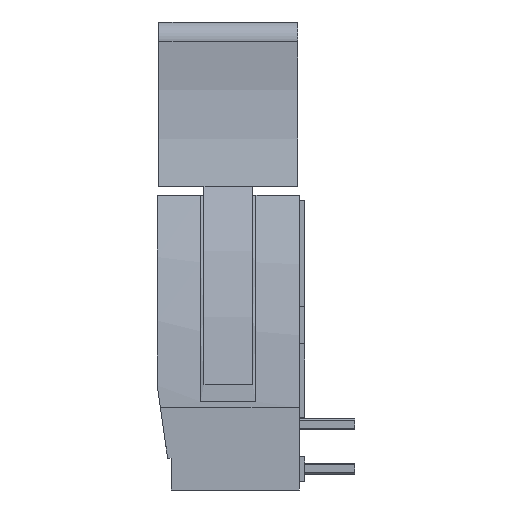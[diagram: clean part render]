
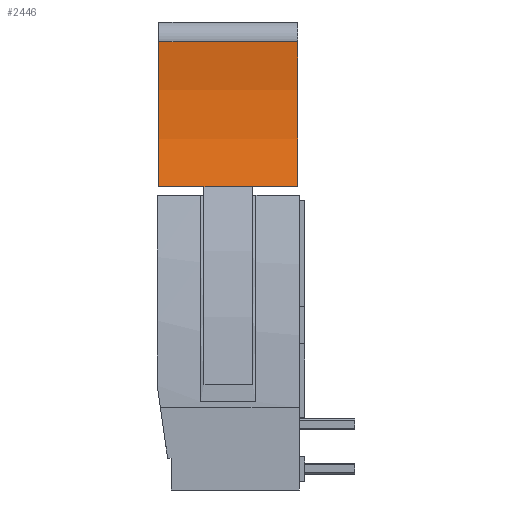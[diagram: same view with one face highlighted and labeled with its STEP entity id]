
A CAD part, left-side view. The second image highlights one B-rep face of the part: STEP entity #2446.
In plain terms, the highlighted cylindrical face has radius 20 mm (diameter 40 mm), a partial arc.
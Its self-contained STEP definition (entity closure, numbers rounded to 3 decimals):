
#47 = ORIENTED_EDGE ( 'NONE', *, *, #3187, .F. ) ;
#16977 = LINE ( 'NONE', #16978, #16979 ) ;
#16978 = CARTESIAN_POINT ( 'NONE',  ( -47.651, 8.4, 4. ) ) ;
#16979 = VECTOR ( 'NONE', #16980, 1000. ) ;
#16980 = DIRECTION ( 'NONE',  ( 0., -1., 0. ) ) ;
#750 = CIRCLE ( 'NONE', #751, 20. ) ;
#751 = AXIS2_PLACEMENT_3D ( 'NONE', #752, #791, #792 ) ;
#752 = CARTESIAN_POINT ( 'NONE',  ( -66.88, 8.4, 9.5 ) ) ;
#791 = DIRECTION ( 'NONE',  ( 0., 1., 0. ) ) ;
#792 = DIRECTION ( 'NONE',  ( 0., 0., 1. ) ) ;
#848 = VERTEX_POINT ( 'NONE', #38495 ) ;
#1191 = CARTESIAN_POINT ( 'NONE',  ( -47.651, 3., 4. ) ) ;
#1422 = ORIENTED_EDGE ( 'NONE', *, *, #2400, .F. ) ;
#1692 = EDGE_CURVE ( 'NONE', #2396, #40557, #750, .T. ) ;
#1747 = VERTEX_POINT ( 'NONE', #1191 ) ;
#2396 = VERTEX_POINT ( 'NONE', #5037 ) ;
#2400 = EDGE_CURVE ( 'NONE', #2396, #848, #5095, .T. ) ;
#2446 = ADVANCED_FACE ( 'NONE', ( #5276 ), #5335, .F. ) ;
#3187 = EDGE_CURVE ( 'NONE', #848, #3932, #9040, .T. ) ;
#3875 = ORIENTED_EDGE ( 'NONE', *, *, #1692, .T. ) ;
#3932 = VERTEX_POINT ( 'NONE', #12300 ) ;
#4095 = EDGE_CURVE ( 'NONE', #4862, #1747, #12915, .T. ) ;
#4862 = VERTEX_POINT ( 'NONE', #16137 ) ;
#5037 = CARTESIAN_POINT ( 'NONE',  ( -47.085, 8.4, 12.357 ) ) ;
#5095 = LINE ( 'NONE', #5096, #5097 ) ;
#5096 = CARTESIAN_POINT ( 'NONE',  ( -47.085, 8.4, 12.357 ) ) ;
#5097 = VECTOR ( 'NONE', #5098, 1000. ) ;
#5098 = DIRECTION ( 'NONE',  ( 0., -1., 0. ) ) ;
#5133 = EDGE_CURVE ( 'NONE', #40557, #4862, #16977, .T. ) ;
#5276 = FACE_OUTER_BOUND ( 'NONE', #7890, .T. ) ;
#5331 = ORIENTED_EDGE ( 'NONE', *, *, #5133, .T. ) ;
#5335 = CYLINDRICAL_SURFACE ( 'NONE', #5336, 20. ) ;
#5336 = AXIS2_PLACEMENT_3D ( 'NONE', #5337, #5338, #5339 ) ;
#5337 = CARTESIAN_POINT ( 'NONE',  ( -66.88, 8.4, 9.5 ) ) ;
#5338 = DIRECTION ( 'NONE',  ( 0., -1., 0. ) ) ;
#5339 = DIRECTION ( 'NONE',  ( 0., 0., -1. ) ) ;
#38495 = CARTESIAN_POINT ( 'NONE',  ( -47.085, 0.4, 12.357 ) ) ;
#6650 = EDGE_CURVE ( 'NONE', #1747, #3932, #23684, .T. ) ;
#6821 = ORIENTED_EDGE ( 'NONE', *, *, #4095, .T. ) ;
#23684 = LINE ( 'NONE', #23685, #23686 ) ;
#23685 = CARTESIAN_POINT ( 'NONE',  ( -47.651, 8.4, 4. ) ) ;
#23686 = VECTOR ( 'NONE', #23687, 1000. ) ;
#23687 = DIRECTION ( 'NONE',  ( 0., -1., 0. ) ) ;
#40557 = VERTEX_POINT ( 'NONE', #27070 ) ;
#7890 = EDGE_LOOP ( 'NONE', ( #47, #1422, #3875, #5331, #6821, #8228 ) ) ;
#8228 = ORIENTED_EDGE ( 'NONE', *, *, #6650, .T. ) ;
#9040 = CIRCLE ( 'NONE', #9041, 20. ) ;
#9041 = AXIS2_PLACEMENT_3D ( 'NONE', #9042, #9076, #9077 ) ;
#9042 = CARTESIAN_POINT ( 'NONE',  ( -66.88, 0.4, 9.5 ) ) ;
#9076 = DIRECTION ( 'NONE',  ( 0., 1., 0. ) ) ;
#9077 = DIRECTION ( 'NONE',  ( 0., 0., 1. ) ) ;
#27070 = CARTESIAN_POINT ( 'NONE',  ( -47.651, 8.4, 4. ) ) ;
#12300 = CARTESIAN_POINT ( 'NONE',  ( -47.651, 0.4, 4. ) ) ;
#12915 = LINE ( 'NONE', #12916, #12917 ) ;
#12916 = CARTESIAN_POINT ( 'NONE',  ( -47.651, 5.8, 4. ) ) ;
#12917 = VECTOR ( 'NONE', #12918, 1000. ) ;
#12918 = DIRECTION ( 'NONE',  ( 0., -1., 0. ) ) ;
#16137 = CARTESIAN_POINT ( 'NONE',  ( -47.651, 5.8, 4. ) ) ;
